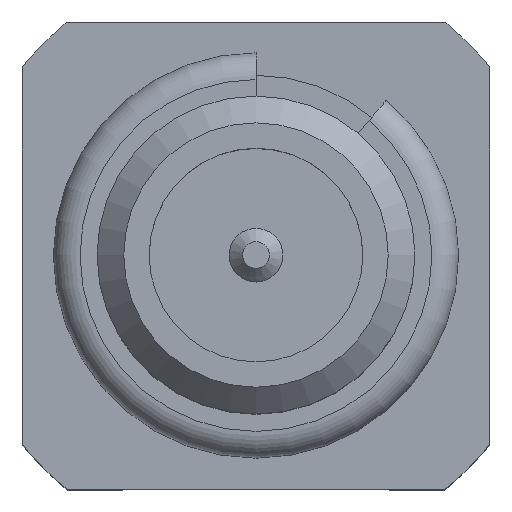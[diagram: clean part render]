
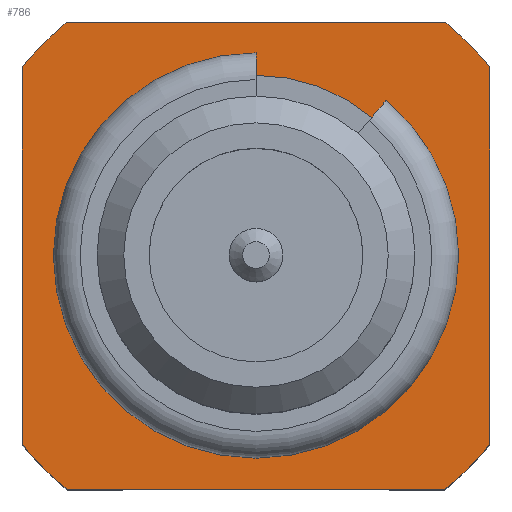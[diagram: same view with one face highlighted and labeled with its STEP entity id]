
A CAD part, top view. The second image highlights one B-rep face of the part: STEP entity #786.
In plain terms, the highlighted planar face has unit normal (0, 0, 1).
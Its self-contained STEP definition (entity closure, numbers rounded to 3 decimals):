
#37=FACE_BOUND('',#139,.T.);
#52=PLANE('',#869);
#87=FACE_OUTER_BOUND('',#138,.T.);
#138=EDGE_LOOP('',(#633,#634,#635,#636,#637,#638,#639,#640));
#139=EDGE_LOOP('',(#641));
#176=LINE('',#1193,#248);
#184=LINE('',#1210,#256);
#192=LINE('',#1227,#264);
#200=LINE('',#1244,#272);
#248=VECTOR('',#938,1000.);
#256=VECTOR('',#948,1000.);
#264=VECTOR('',#958,1000.);
#272=VECTOR('',#968,1000.);
#334=CIRCLE('',#868,1.35);
#335=CIRCLE('',#870,2.25);
#336=CIRCLE('',#871,2.25);
#337=CIRCLE('',#872,2.25);
#338=CIRCLE('',#873,2.25);
#362=VERTEX_POINT('',#1190);
#363=VERTEX_POINT('',#1192);
#370=VERTEX_POINT('',#1207);
#371=VERTEX_POINT('',#1209);
#378=VERTEX_POINT('',#1224);
#379=VERTEX_POINT('',#1226);
#386=VERTEX_POINT('',#1241);
#387=VERTEX_POINT('',#1243);
#408=VERTEX_POINT('',#1312);
#437=EDGE_CURVE('',#363,#362,#176,.T.);
#445=EDGE_CURVE('',#371,#370,#184,.T.);
#453=EDGE_CURVE('',#379,#378,#192,.T.);
#461=EDGE_CURVE('',#387,#386,#200,.T.);
#496=EDGE_CURVE('',#408,#408,#334,.T.);
#498=EDGE_CURVE('',#362,#371,#335,.T.);
#499=EDGE_CURVE('',#370,#379,#336,.T.);
#500=EDGE_CURVE('',#378,#387,#337,.T.);
#501=EDGE_CURVE('',#386,#363,#338,.T.);
#633=ORIENTED_EDGE('',*,*,#437,.T.);
#634=ORIENTED_EDGE('',*,*,#498,.T.);
#635=ORIENTED_EDGE('',*,*,#445,.T.);
#636=ORIENTED_EDGE('',*,*,#499,.T.);
#637=ORIENTED_EDGE('',*,*,#453,.T.);
#638=ORIENTED_EDGE('',*,*,#500,.T.);
#639=ORIENTED_EDGE('',*,*,#461,.T.);
#640=ORIENTED_EDGE('',*,*,#501,.T.);
#641=ORIENTED_EDGE('',*,*,#496,.T.);
#786=ADVANCED_FACE('',(#87,#37),#52,.F.);
#868=AXIS2_PLACEMENT_3D('',#1313,#1046,#1047);
#869=AXIS2_PLACEMENT_3D('',#1315,#1049,#1050);
#870=AXIS2_PLACEMENT_3D('',#1316,#1051,#1052);
#871=AXIS2_PLACEMENT_3D('',#1317,#1053,#1054);
#872=AXIS2_PLACEMENT_3D('',#1318,#1055,#1056);
#873=AXIS2_PLACEMENT_3D('',#1319,#1057,#1058);
#938=DIRECTION('',(0.,-1.,0.));
#948=DIRECTION('',(1.,0.,0.));
#958=DIRECTION('',(0.,1.,0.));
#968=DIRECTION('',(-1.,0.,0.));
#1046=DIRECTION('center_axis',(0.,0.,-1.));
#1047=DIRECTION('ref_axis',(0.,1.,0.));
#1049=DIRECTION('center_axis',(0.,0.,-1.));
#1050=DIRECTION('ref_axis',(0.,1.,0.));
#1051=DIRECTION('center_axis',(0.,0.,1.));
#1052=DIRECTION('ref_axis',(1.,0.,0.));
#1053=DIRECTION('center_axis',(0.,0.,1.));
#1054=DIRECTION('ref_axis',(1.,0.,0.));
#1055=DIRECTION('center_axis',(0.,0.,1.));
#1056=DIRECTION('ref_axis',(1.,0.,0.));
#1057=DIRECTION('center_axis',(0.,0.,1.));
#1058=DIRECTION('ref_axis',(1.,0.,0.));
#1190=CARTESIAN_POINT('',(-1.75,-1.414,2.5));
#1192=CARTESIAN_POINT('',(-1.75,1.414,2.5));
#1193=CARTESIAN_POINT('',(-1.75,1.414,2.5));
#1207=CARTESIAN_POINT('',(1.414,-1.75,2.5));
#1209=CARTESIAN_POINT('',(-1.414,-1.75,2.5));
#1210=CARTESIAN_POINT('',(-1.414,-1.75,2.5));
#1224=CARTESIAN_POINT('',(1.75,1.414,2.5));
#1226=CARTESIAN_POINT('',(1.75,-1.414,2.5));
#1227=CARTESIAN_POINT('',(1.75,-1.414,2.5));
#1241=CARTESIAN_POINT('',(-1.414,1.75,2.5));
#1243=CARTESIAN_POINT('',(1.414,1.75,2.5));
#1244=CARTESIAN_POINT('',(1.414,1.75,2.5));
#1312=CARTESIAN_POINT('',(0.,-1.35,2.5));
#1313=CARTESIAN_POINT('Origin',(0.,0.,2.5));
#1315=CARTESIAN_POINT('Origin',(1.35,0.,2.5));
#1316=CARTESIAN_POINT('Origin',(0.,0.,
2.5));
#1317=CARTESIAN_POINT('Origin',(0.,0.,
2.5));
#1318=CARTESIAN_POINT('Origin',(0.,0.,
2.5));
#1319=CARTESIAN_POINT('Origin',(0.,0.,
2.5));
